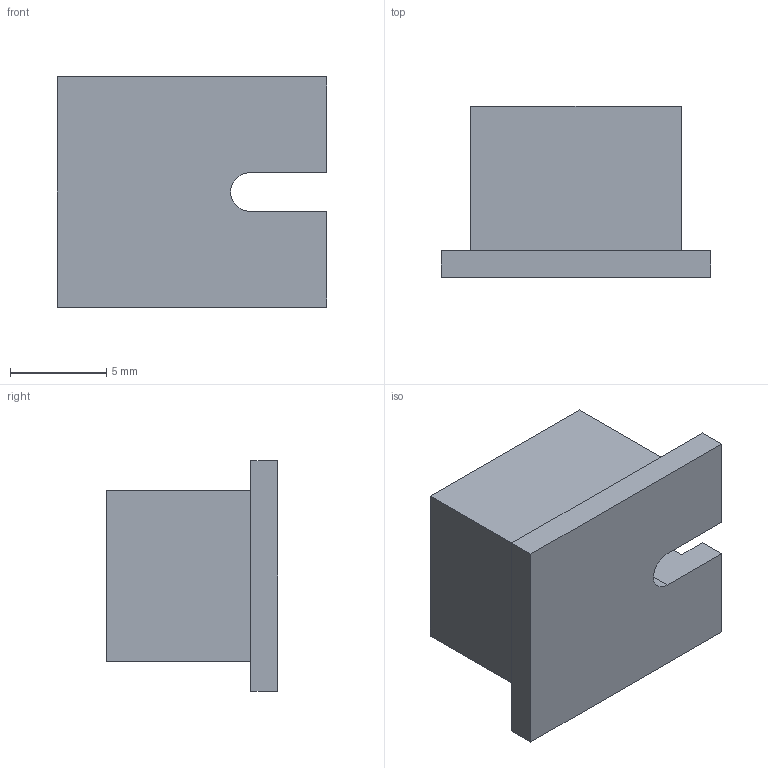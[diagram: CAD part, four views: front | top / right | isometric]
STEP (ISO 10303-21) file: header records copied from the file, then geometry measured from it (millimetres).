
FILE_DESCRIPTION(/* description */ (''),/* implementation_level */ '2;1');
FILE_NAME(/* name */ '2mm Wire Cover.step',/* time_stamp */ '2025-04-15T21:41:49+01:00',/* author */ (''),/* organization */ (''),/* preprocessor_version */ 'ST-DEVELOPER v20.1',/* originating_system */ 'Autodesk Translation Framework v14.4.0.0',/* authorisation */ '');
FILE_SCHEMA (('AUTOMOTIVE_DESIGN { 1 0 10303 214 3 1 1 }'));
Length unit declared in the file: millimetre
Products named in the file (1): (Unsaved)
Bounding box: 14 x 8.9 x 11.95 mm (x, y, z)
Volume: 902.8 mm3; surface area: 744.4 mm2
Topology: 1 solids, 1 shells, 16 faces, 42 edges, 28 vertices
Faces by surface type: plane 15, cylinder 1
Entity records: 521 total; most frequent: CARTESIAN_POINT 87, ORIENTED_EDGE 84, DIRECTION 78, EDGE_CURVE 42, LINE 40, VECTOR 40, VERTEX_POINT 28, AXIS2_PLACEMENT_3D 19
